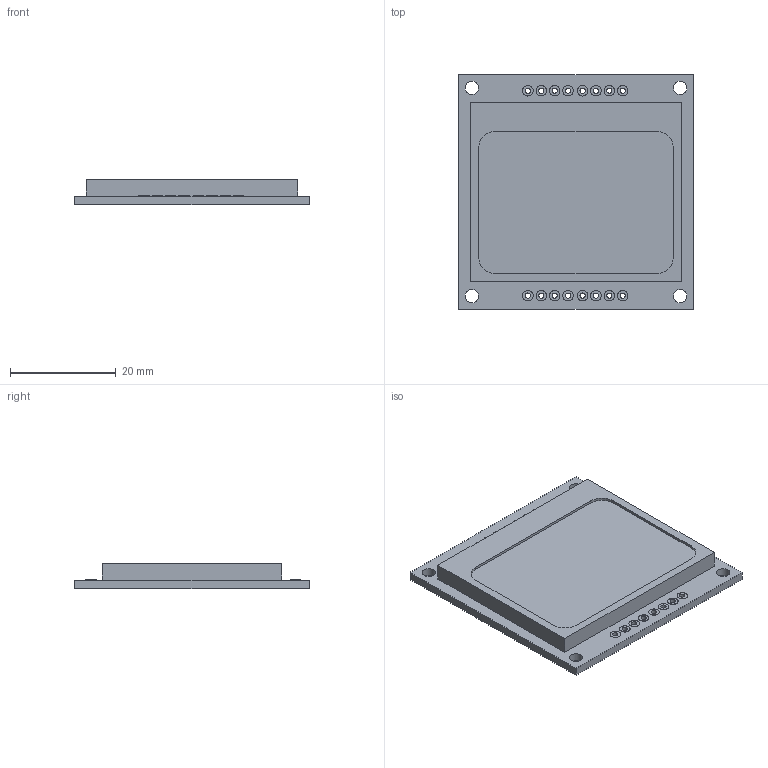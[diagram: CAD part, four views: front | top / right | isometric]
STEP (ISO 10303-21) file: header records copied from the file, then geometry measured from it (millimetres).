
FILE_DESCRIPTION(('FreeCAD Model'),'2;1');
FILE_NAME('KiCad/*3d_CAD Models/Compound_wColoredFaces.step', '2020-02-01T20:03:00',('kicad StepUp'),('ksu MCAD'), 'Open CASCADE STEP processor 7.2','FreeCAD','Unknown');
FILE_SCHEMA(('AUTOMOTIVE_DESIGN { 1 0 10303 214 1 1 1 1 }'));
Length unit declared in the file: millimetre
Products named in the file (1): Compound_wColoredFaces
Bounding box: 44.45 x 44.45 x 4.8 mm (x, y, z)
Volume: 6973.3 mm3; surface area: 4844.6 mm2
Topology: 1 solids, 1 shells, 72 faces, 156 edges, 104 vertices
Faces by surface type: cylinder 40, plane 32
Full cylindrical faces by diameter (mm): 1 x16, 2 x16, 2.5 x4
Entity records: 2583 total; most frequent: DIRECTION 366, CARTESIAN_POINT 349, ORIENTED_EDGE 312, EDGE_CURVE 156, AXIS2_PLACEMENT_3D 153, FACE_BOUND 130, EDGE_LOOP 130, VERTEX_POINT 104
